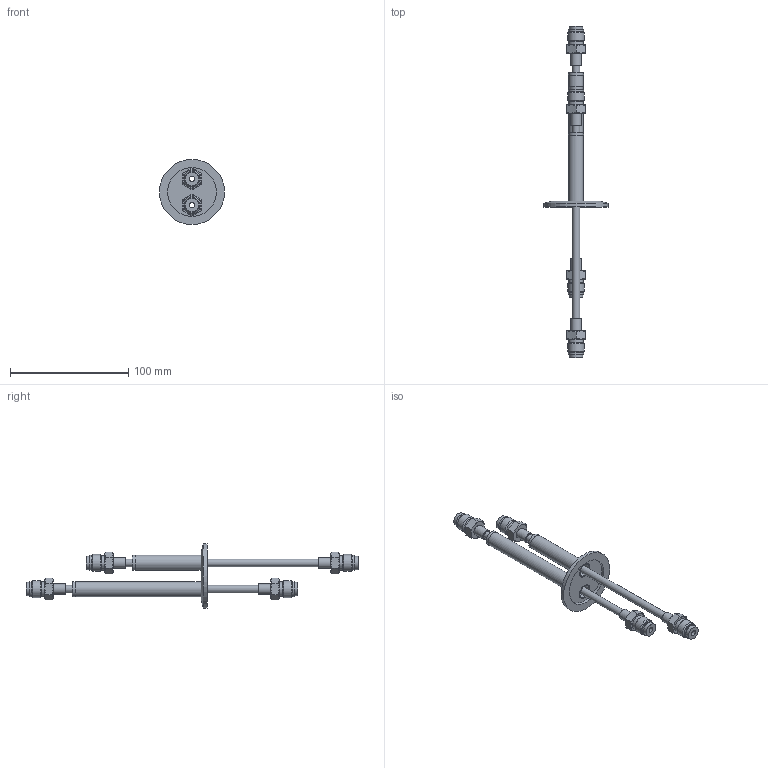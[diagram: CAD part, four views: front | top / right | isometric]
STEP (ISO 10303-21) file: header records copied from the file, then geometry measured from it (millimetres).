
FILE_DESCRIPTION(/* description */ (''),/* implementation_level */ '2;1');
FILE_NAME(/* name */ 'FL-LNF2V-40KF.stp',/* time_stamp */ '2019-05-31T10:46:18+01:00',/* author */ ('Paul'),/* organization */ (''),/* preprocessor_version */ 'ST-DEVELOPER v18',/* originating_system */ 'Autodesk Inventor 2020',/* authorisation */ '');
FILE_SCHEMA (('AUTOMOTIVE_DESIGN { 1 0 10303 214 3 1 1 }'));
Products named in the file (11): FL-LNF2S-40CF; FL-LNF2-40KF; tube assy for KF long; big tube long for KF; FL-40KF; tube assy for KF short; washer; big tube short for KF; small tube; RM-SS-4-VCR-3; RM-SS-4-VCR-4
Assembly tree (18 placements, depth 4):
  FL-LNF2S-40CF
    FL-LNF2-40KF
      tube assy for KF long
        washer
        big tube long for KF
        small tube
      FL-40KF
      tube assy for KF short
        washer
        big tube short for KF
        small tube
    RM-SS-4-VCR-3  x4
    RM-SS-4-VCR-4  x4
Bounding box: 55 x 280.92 x 55 mm (x, y, z)
Volume: 32248.5 mm3; surface area: 44887.2 mm2
Topology: 15 solids, 15 shells, 180 faces, 401 edges, 270 vertices
Faces by surface type: plane 73, cone 57, cylinder 50
Full cylindrical faces by diameter (mm): 4.572 x4, 4.76 x2, 6.35 x8, 8.89 x4, 9.144 x4, 10.9 x3, 10.922 x1, 11.43 x4, 12.192 x4, 12.7 x10, 14.287 x4, 41.2 x1, 55 x1
Entity records: 2222 total; most frequent: DIRECTION 366, CARTESIAN_POINT 359, ORIENTED_EDGE 262, AXIS2_PLACEMENT_3D 168, EDGE_CURVE 131, VERTEX_POINT 89, EDGE_LOOP 84, CIRCLE 77
